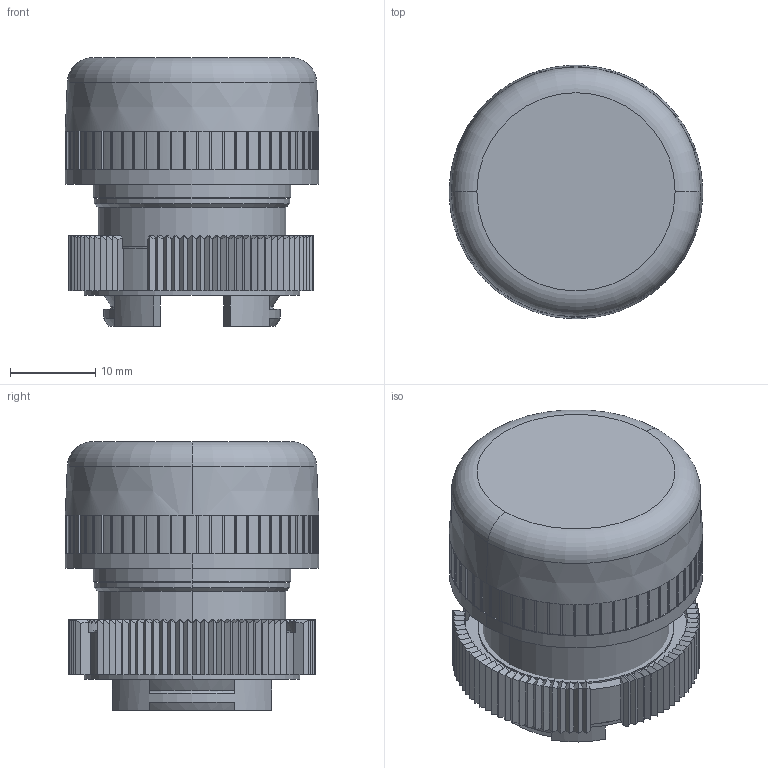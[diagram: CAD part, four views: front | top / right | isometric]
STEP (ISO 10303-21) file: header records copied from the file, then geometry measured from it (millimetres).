
FILE_DESCRIPTION((''),'2;1');
FILE_NAME('ZA2VA04-3D_ASM','2021-01-29T10:53:44',('SESA231899'),('Schneider-Electric'),'CREO PARAMETRIC BY PTC INC, 2019164','CREO PARAMETRIC BY PTC INC, 2019164','');
FILE_SCHEMA(('AP242_MANAGED_MODEL_BASED_3D_ENGINEERING_MIM_LF { 1 0 10303 442 1 1 4 }'));
Length unit declared in the file: millimetre
Products named in the file (6): ZA2VA04-3D_042471501AF6; ZA2VA04-3D_041374501AF6; ZA2VA04-3D_042683401AF6; ZA2VA04-3D_W404216821; ZA2VA04-3D_140082501AF9_ASM; ZA2VA04-3D_ASM
Assembly tree (5 placements, depth 3):
  ZA2VA04-3D_ASM
    ZA2VA04-3D_140082501AF9_ASM
      ZA2VA04-3D_042471501AF6
      ZA2VA04-3D_041374501AF6
      ZA2VA04-3D_042683401AF6
      ZA2VA04-3D_W404216821
Bounding box: 29.7 x 29.7 x 31.5 mm (x, y, z)
Volume: 8272 mm3; surface area: 9483.1 mm2
Topology: 4 solids, 4 shells, 717 faces, 1804 edges, 1113 vertices
Faces by surface type: plane 377, cylinder 166, bspline 156, cone 10, torus 8
Entity records: 25788 total; most frequent: CARTESIAN_POINT 7591, ORIENTED_EDGE 3598, DIRECTION 3099, EDGE_CURVE 1799, VERTEX_POINT 1103, VECTOR 1053, LINE 1053, AXIS2_PLACEMENT_3D 1023
